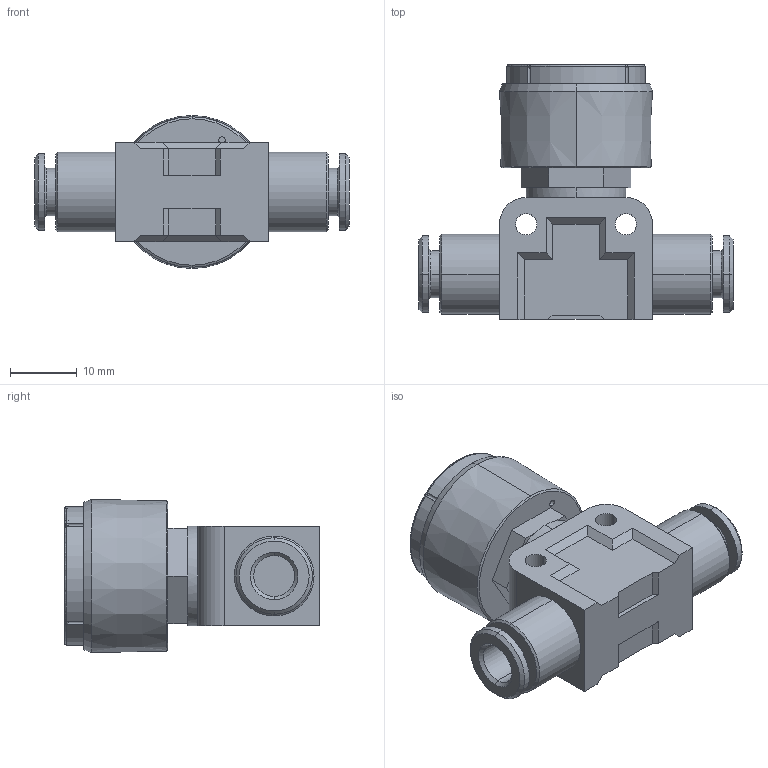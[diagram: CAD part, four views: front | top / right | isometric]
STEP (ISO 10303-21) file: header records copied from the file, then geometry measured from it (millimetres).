
FILE_DESCRIPTION (( 'STEP AP203' ), '1' );
FILE_NAME ('04413030.STEP', '2011-06-15T14:50:21', ( '' ), ( 'sopra-pneumatic' ), 'SwSTEP 2.0', 'SolidWorks 2011', '' );
FILE_SCHEMA (( 'CONFIG_CONTROL_DESIGN' ));
Length unit declared in the file: millimetre
Products named in the file (1): 04413030
Bounding box: 47.2 x 38.3 x 23 mm (x, y, z)
Surface area: 5961.2 mm2 (no closed solid volume)
Topology: 0 solids, 6 shells, 149 faces, 338 edges, 211 vertices
Faces by surface type: plane 68, cylinder 44, cone 27, bspline 10
Entity records: 4698 total; most frequent: CARTESIAN_POINT 1261, DIRECTION 719, ORIENTED_EDGE 676, EDGE_CURVE 338, AXIS2_PLACEMENT_3D 269, VERTEX_POINT 211, VECTOR 181, LINE 181
